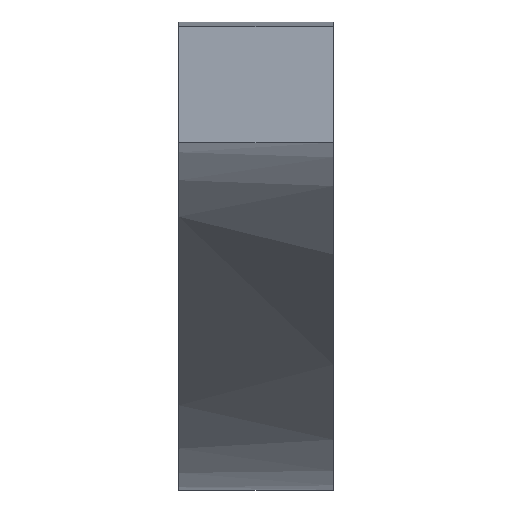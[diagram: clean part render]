
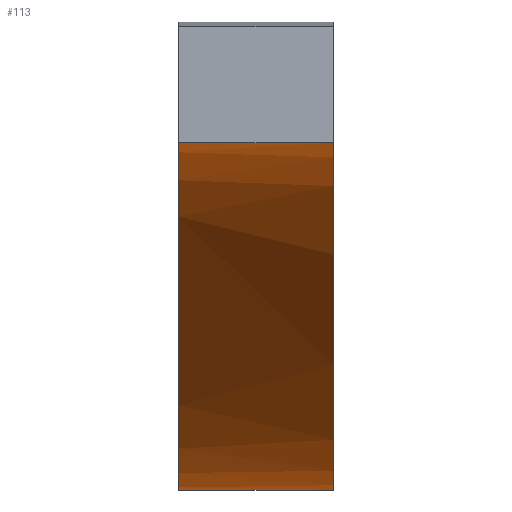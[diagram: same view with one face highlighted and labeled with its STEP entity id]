
A CAD part, left-side view. The second image highlights one B-rep face of the part: STEP entity #113.
In plain terms, the highlighted free-form (B-spline) face has degree [3, 1] with [20, 2] control points.
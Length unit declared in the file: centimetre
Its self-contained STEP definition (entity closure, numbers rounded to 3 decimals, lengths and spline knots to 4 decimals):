
#113=ADVANCED_FACE('',(#125),#385,.T.);
#125=FACE_OUTER_BOUND('',#137,.T.);
#137=EDGE_LOOP('',(#157,#158,#159,#160));
#157=ORIENTED_EDGE('',*,*,#219,.T.);
#158=ORIENTED_EDGE('',*,*,#220,.T.);
#159=ORIENTED_EDGE('',*,*,#221,.T.);
#160=ORIENTED_EDGE('',*,*,#222,.T.);
#219=EDGE_CURVE('',#333,#334,#276,.T.);
#220=EDGE_CURVE('',#334,#335,#277,.T.);
#221=EDGE_CURVE('',#335,#336,#278,.T.);
#222=EDGE_CURVE('',#336,#333,#279,.T.);
#276=B_SPLINE_CURVE_WITH_KNOTS('',3,(#513,#514,#515,#516,#517,#518,#519,
#520,#521,#522,#523,#524,#525,#526,#527,#528,#529,#530,#531,#532),
 .UNSPECIFIED.,.F.,.F.,(4,2,2,2,2,2,2,2,2,4),(0.,2.5074,5.0147,
10.0295,20.059,40.1179,50.1474,55.1621,
60.1769,80.2358),.UNSPECIFIED.);
#277=B_SPLINE_CURVE_WITH_KNOTS('',1,(#533,#534),.UNSPECIFIED.,.F.,.F.,(2,
2),(0.,10.),.UNSPECIFIED.);
#278=B_SPLINE_CURVE_WITH_KNOTS('',3,(#535,#536,#537,#538,#539,#540,#541,
#542,#543,#544,#545,#546,#547,#548,#549,#550,#551,#552,#553,#554),
 .UNSPECIFIED.,.F.,.F.,(4,2,2,2,2,2,2,2,2,4),(-80.2358,-60.1769,
-55.1621,-50.1474,-40.1179,-20.059,
-10.0295,-5.0147,-2.5074,0.),.UNSPECIFIED.);
#279=B_SPLINE_CURVE_WITH_KNOTS('',1,(#555,#556),.UNSPECIFIED.,.F.,.F.,(2,
2),(-10.,0.),.UNSPECIFIED.);
#333=VERTEX_POINT('',#507);
#334=VERTEX_POINT('',#508);
#335=VERTEX_POINT('',#509);
#336=VERTEX_POINT('',#510);
#385=B_SPLINE_SURFACE_WITH_KNOTS('',3,1,((#427,#428),(#429,#430),(#431,
#432),(#433,#434),(#435,#436),(#437,#438),(#439,#440),(#441,#442),(#443,
#444),(#445,#446),(#447,#448),(#449,#450),(#451,#452),(#453,#454),(#455,
#456),(#457,#458),(#459,#460),(#461,#462),(#463,#464),(#465,#466)),
 .UNSPECIFIED.,.F.,.F.,.F.,(4,2,2,2,2,2,2,2,2,4),(2,2),(0.,2.5074,
5.0147,10.0295,20.059,40.1179,50.1474,
55.1621,60.1769,80.2358),(0.,10.),
 .UNSPECIFIED.);
#427=CARTESIAN_POINT('',(-12.416,-2.8707,-20.));
#428=CARTESIAN_POINT('',(-12.416,-12.8707,-20.));
#429=CARTESIAN_POINT('',(-13.2514,-2.8707,-20.0178));
#430=CARTESIAN_POINT('',(-13.2514,-12.8707,-20.0178));
#431=CARTESIAN_POINT('',(-14.0876,-2.8707,-20.0285));
#432=CARTESIAN_POINT('',(-14.0876,-12.8707,-20.0285));
#433=CARTESIAN_POINT('',(-15.7585,-2.8707,-19.971));
#434=CARTESIAN_POINT('',(-15.7585,-12.8707,-19.971));
#435=CARTESIAN_POINT('',(-16.592,-2.8707,-19.9023));
#436=CARTESIAN_POINT('',(-16.592,-12.8707,-19.9023));
#437=CARTESIAN_POINT('',(-19.0798,-2.8707,-19.5832));
#438=CARTESIAN_POINT('',(-19.0798,-12.8707,-19.5832));
#439=CARTESIAN_POINT('',(-20.716,-2.8707,-19.2191));
#440=CARTESIAN_POINT('',(-20.716,-12.8707,-19.2191));
#441=CARTESIAN_POINT('',(-25.52,-2.8707,-17.7674));
#442=CARTESIAN_POINT('',(-25.52,-12.8707,-17.7674));
#443=CARTESIAN_POINT('',(-28.5629,-2.8707,-16.338));
#444=CARTESIAN_POINT('',(-28.5629,-12.8707,-16.338));
#445=CARTESIAN_POINT('',(-37.3375,-2.8707,-11.4774));
#446=CARTESIAN_POINT('',(-37.3375,-12.8707,-11.4774));
#447=CARTESIAN_POINT('',(-42.7504,-2.8707,-7.5102));
#448=CARTESIAN_POINT('',(-42.7504,-12.8707,-7.5102));
#449=CARTESIAN_POINT('',(-51.4553,-2.8707,-2.5292));
#450=CARTESIAN_POINT('',(-51.4553,-12.8707,-2.5292));
#451=CARTESIAN_POINT('',(-54.4587,-2.8707,-1.0288));
#452=CARTESIAN_POINT('',(-54.4587,-12.8707,-1.0288));
#453=CARTESIAN_POINT('',(-59.1979,-2.8707,0.6207));
#454=CARTESIAN_POINT('',(-59.1979,-12.8707,0.6207));
#455=CARTESIAN_POINT('',(-60.8103,-2.8707,1.069));
#456=CARTESIAN_POINT('',(-60.8103,-12.8707,1.069));
#457=CARTESIAN_POINT('',(-64.0751,-2.8707,1.7923));
#458=CARTESIAN_POINT('',(-64.0751,-12.8707,1.7923));
#459=CARTESIAN_POINT('',(-65.7242,-2.8707,2.0678));
#460=CARTESIAN_POINT('',(-65.7242,-12.8707,2.0678));
#461=CARTESIAN_POINT('',(-74.0306,-2.8707,3.0916));
#462=CARTESIAN_POINT('',(-74.0306,-12.8707,3.0916));
#463=CARTESIAN_POINT('',(-80.7461,-2.8707,2.826));
#464=CARTESIAN_POINT('',(-80.7461,-12.8707,2.826));
#465=CARTESIAN_POINT('',(-87.416,-2.8707,2.5));
#466=CARTESIAN_POINT('',(-87.416,-12.8707,2.5));
#507=CARTESIAN_POINT('',(-12.416,-2.8707,-20.));
#508=CARTESIAN_POINT('',(-87.416,-2.8707,2.5));
#509=CARTESIAN_POINT('',(-87.416,-12.8707,2.5));
#510=CARTESIAN_POINT('',(-12.416,-12.8707,-20.));
#513=CARTESIAN_POINT('',(-12.416,-2.8707,-20.));
#514=CARTESIAN_POINT('',(-13.2514,-2.8707,-20.0178));
#515=CARTESIAN_POINT('',(-14.0876,-2.8707,-20.0285));
#516=CARTESIAN_POINT('',(-15.7585,-2.8707,-19.971));
#517=CARTESIAN_POINT('',(-16.592,-2.8707,-19.9023));
#518=CARTESIAN_POINT('',(-19.0798,-2.8707,-19.5832));
#519=CARTESIAN_POINT('',(-20.716,-2.8707,-19.2191));
#520=CARTESIAN_POINT('',(-25.52,-2.8707,-17.7674));
#521=CARTESIAN_POINT('',(-28.5629,-2.8707,-16.338));
#522=CARTESIAN_POINT('',(-37.3375,-2.8707,-11.4774));
#523=CARTESIAN_POINT('',(-42.7504,-2.8707,-7.5102));
#524=CARTESIAN_POINT('',(-51.4553,-2.8707,-2.5292));
#525=CARTESIAN_POINT('',(-54.4587,-2.8707,-1.0288));
#526=CARTESIAN_POINT('',(-59.1979,-2.8707,0.6207));
#527=CARTESIAN_POINT('',(-60.8103,-2.8707,1.069));
#528=CARTESIAN_POINT('',(-64.0751,-2.8707,1.7923));
#529=CARTESIAN_POINT('',(-65.7242,-2.8707,2.0678));
#530=CARTESIAN_POINT('',(-74.0306,-2.8707,3.0916));
#531=CARTESIAN_POINT('',(-80.7461,-2.8707,2.826));
#532=CARTESIAN_POINT('',(-87.416,-2.8707,2.5));
#533=CARTESIAN_POINT('',(-87.416,-2.8707,2.5));
#534=CARTESIAN_POINT('',(-87.416,-12.8707,2.5));
#535=CARTESIAN_POINT('',(-87.416,-12.8707,2.5));
#536=CARTESIAN_POINT('',(-80.7461,-12.8707,2.826));
#537=CARTESIAN_POINT('',(-74.0306,-12.8707,3.0916));
#538=CARTESIAN_POINT('',(-65.7242,-12.8707,2.0678));
#539=CARTESIAN_POINT('',(-64.0751,-12.8707,1.7923));
#540=CARTESIAN_POINT('',(-60.8103,-12.8707,1.069));
#541=CARTESIAN_POINT('',(-59.1979,-12.8707,0.6207));
#542=CARTESIAN_POINT('',(-54.4587,-12.8707,-1.0288));
#543=CARTESIAN_POINT('',(-51.4553,-12.8707,-2.5292));
#544=CARTESIAN_POINT('',(-42.7504,-12.8707,-7.5102));
#545=CARTESIAN_POINT('',(-37.3375,-12.8707,-11.4774));
#546=CARTESIAN_POINT('',(-28.5629,-12.8707,-16.338));
#547=CARTESIAN_POINT('',(-25.52,-12.8707,-17.7674));
#548=CARTESIAN_POINT('',(-20.716,-12.8707,-19.2191));
#549=CARTESIAN_POINT('',(-19.0798,-12.8707,-19.5832));
#550=CARTESIAN_POINT('',(-16.592,-12.8707,-19.9023));
#551=CARTESIAN_POINT('',(-15.7585,-12.8707,-19.971));
#552=CARTESIAN_POINT('',(-14.0876,-12.8707,-20.0285));
#553=CARTESIAN_POINT('',(-13.2514,-12.8707,-20.0178));
#554=CARTESIAN_POINT('',(-12.416,-12.8707,-20.));
#555=CARTESIAN_POINT('',(-12.416,-12.8707,-20.));
#556=CARTESIAN_POINT('',(-12.416,-2.8707,-20.));
